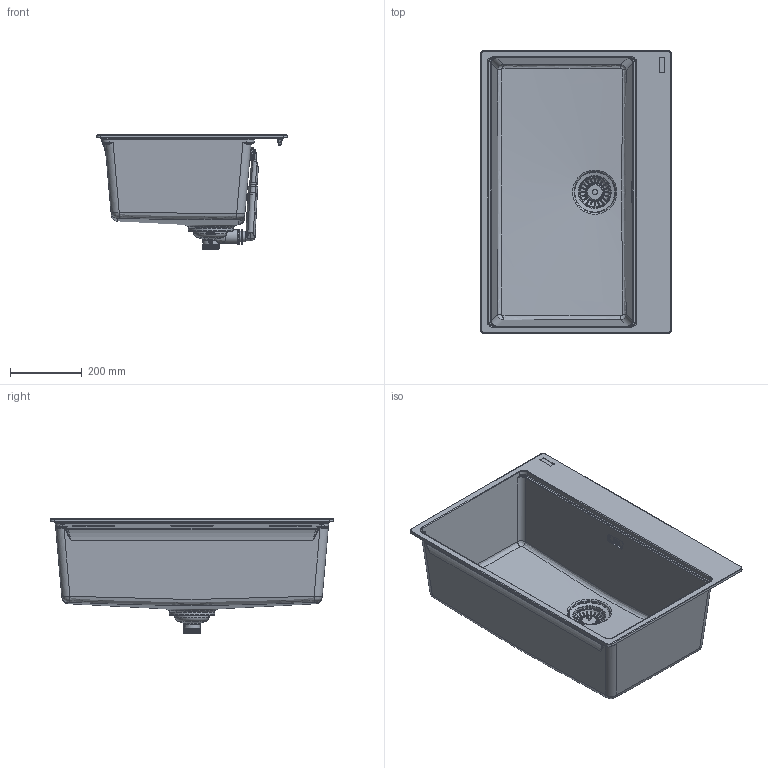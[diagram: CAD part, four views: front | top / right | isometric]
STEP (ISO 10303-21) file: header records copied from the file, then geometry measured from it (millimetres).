
FILE_DESCRIPTION(/* description */ (''),/* implementation_level */ '2;1');
FILE_NAME(/* name */ '20253577_ipt_000.step',/* time_stamp */ '2023-06-20T07:33:32+02:00',/* author */ (''),/* organization */ (''),/* preprocessor_version */ 'ST-DEVELOPER v19.2',/* originating_system */ 'Autodesk Inventor 2023',/* authorisation */ '');
FILE_SCHEMA (('AUTOMOTIVE_DESIGN { 1 0 10303 214 3 1 1 }'));
Products named in the file (1): Standard
Bounding box: 530.2 x 787.4 x 318.09 mm (x, y, z)
Volume: 7750229 mm3; surface area: 1870292.5 mm2
Topology: 4 solids, 9 shells, 2152 faces, 5865 edges, 3775 vertices
Faces by surface type: plane 1352, cylinder 368, bspline 250, torus 107, cone 65, sphere 10
Full cylindrical faces by diameter (mm): 4.125 x1, 12 x1, 14.3 x1, 23.8 x1, 24 x1, 30 x3, 35.585 x1, 38 x1, 39 x1, 42 x3, 44.5 x5, 45 x1, 47.4 x3, 84 x1, 126 x1
Entity records: 79608 total; most frequent: CARTESIAN_POINT 25770, ORIENTED_EDGE 11678, DIRECTION 10880, EDGE_CURVE 5839, AXIS2_PLACEMENT_3D 3957, VERTEX_POINT 3775, LINE 2966, VECTOR 2966
